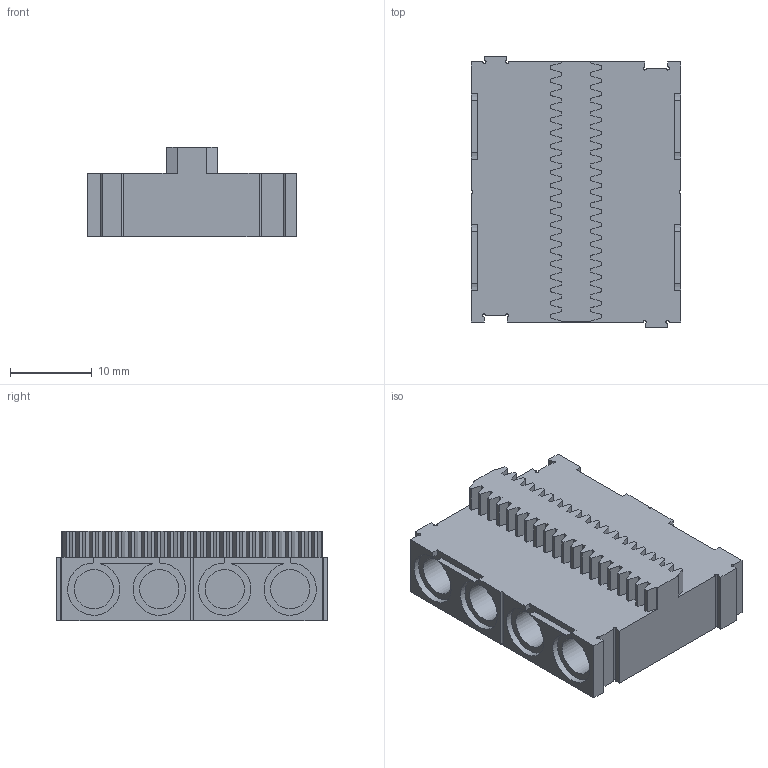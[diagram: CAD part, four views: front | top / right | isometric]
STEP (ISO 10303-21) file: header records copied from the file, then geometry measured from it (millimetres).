
FILE_DESCRIPTION(('Open CASCADE Model'),'2;1');
FILE_NAME('Open CASCADE Shape Model','2024-11-11T22:32:21',('Author'),( 'Open CASCADE'),'Open CASCADE STEP processor 7.7','Open CASCADE 7.7' ,'Unknown');
FILE_SCHEMA(('AUTOMOTIVE_DESIGN { 1 0 10303 214 1 1 1 1 }'));
Length unit declared in the file: millimetre
Products named in the file (1): Open CASCADE STEP translator 7.7 8
Bounding box: 25.6 x 33.2 x 11 mm (x, y, z)
Volume: 4302.8 mm3; surface area: 4758.5 mm2
Topology: 1 solids, 1 shells, 308 faces, 892 edges, 592 vertices
Faces by surface type: plane 270, cylinder 38
Full cylindrical faces by diameter (mm): 4.8 x8
Entity records: 21748 total; most frequent: CARTESIAN_POINT 3805, DIRECTION 3340, LINE 2508, VECTOR 2508, ORIENTED_EDGE 1784, PCURVE 1784, DEFINITIONAL_REPRESENTATION 1784, EDGE_CURVE 892
